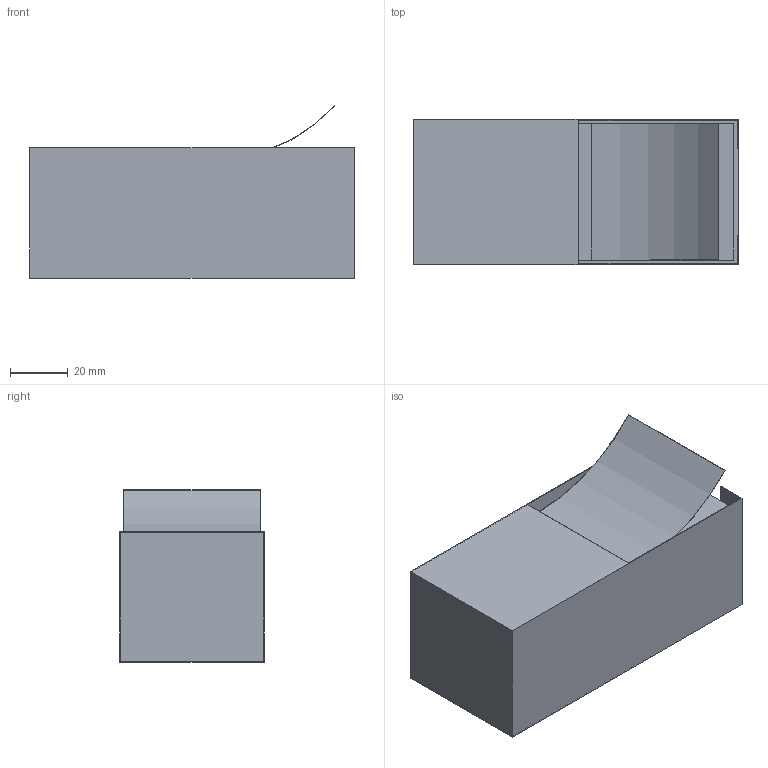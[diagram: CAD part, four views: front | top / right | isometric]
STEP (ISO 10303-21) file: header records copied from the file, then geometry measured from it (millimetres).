
FILE_DESCRIPTION( ( 'Unknown' ), '1' );
FILE_NAME( 'CPS.stp', 'Unknown', ( 'Unknown' ), ( 'Unknown' ), 'PSStep 15.0.49', 'Unknown', ' ' );
FILE_SCHEMA( ( 'AUTOMOTIVE_DESIGN { 1 0 10303 214 1 1 1 1 }' ) );
Length unit declared in the file: millimetre
Products named in the file (4): Assem1; CPS_Schachtel; CPS_Papiere; CPS_Papier
Assembly tree (3 placements, depth 2):
  Assem1
    CPS_Schachtel
    CPS_Papiere
    CPS_Papier
Bounding box: 112 x 50 x 59.41 mm (x, y, z)
Volume: 212135.6 mm3; surface area: 76092.9 mm2
Topology: 3 solids, 3 shells, 30 faces, 72 edges, 48 vertices
Faces by surface type: plane 28, cylinder 2
Entity records: 1170 total; most frequent: CARTESIAN_POINT 154, DIRECTION 144, ORIENTED_EDGE 144, EDGE_CURVE 72, LINE 68, VECTOR 68, VERTEX_POINT 48, AXIS2_PLACEMENT_3D 38
